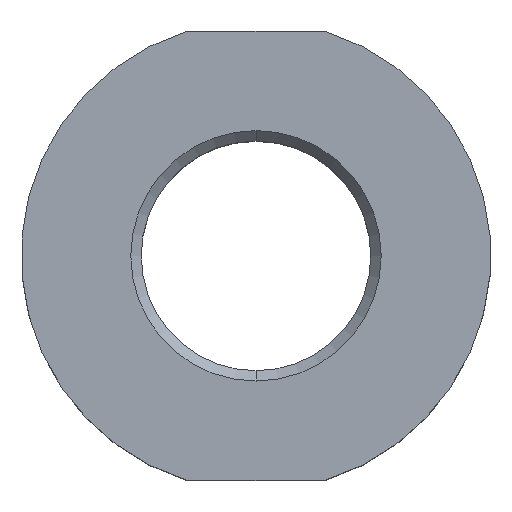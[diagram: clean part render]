
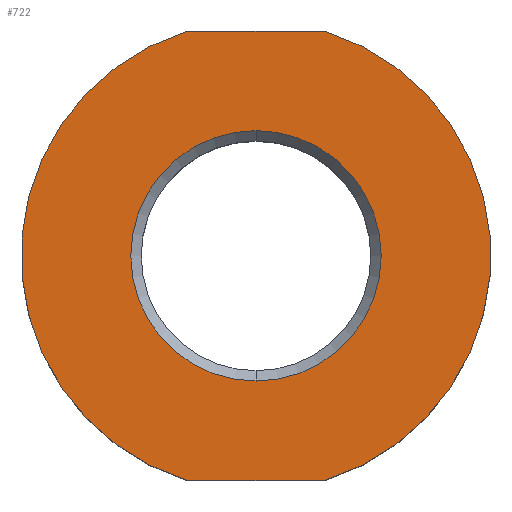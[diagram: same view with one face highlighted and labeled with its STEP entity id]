
A CAD part, top view. The second image highlights one B-rep face of the part: STEP entity #722.
In plain terms, the highlighted planar face has unit normal (0, 0, 1).
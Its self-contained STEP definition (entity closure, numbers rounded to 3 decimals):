
#26 = CARTESIAN_POINT ( 'NONE',  ( 6.633, -21.5, 0. ) ) ;
#61 = CARTESIAN_POINT ( 'NONE',  ( 6.633, 21.5, 0. ) ) ;
#93 = AXIS2_PLACEMENT_3D ( 'NONE', #745, #318, #438 ) ;
#129 = CARTESIAN_POINT ( 'NONE',  ( 0., -12., 0. ) ) ;
#132 = CARTESIAN_POINT ( 'NONE',  ( -22.5, 21.5, 0. ) ) ;
#143 = DIRECTION ( 'NONE',  ( 0., 0., -1. ) ) ;
#147 = ORIENTED_EDGE ( 'NONE', *, *, #690, .F. ) ;
#166 = ORIENTED_EDGE ( 'NONE', *, *, #665, .T. ) ;
#167 = ORIENTED_EDGE ( 'NONE', *, *, #796, .T. ) ;
#168 = ORIENTED_EDGE ( 'NONE', *, *, #431, .F. ) ;
#169 = DIRECTION ( 'NONE',  ( 0., 1., 0. ) ) ;
#178 = DIRECTION ( 'NONE',  ( 0., 0., -1. ) ) ;
#187 = EDGE_LOOP ( 'NONE', ( #166, #168, #147, #204 ) ) ;
#196 = LINE ( 'NONE', #560, #559 ) ;
#198 = AXIS2_PLACEMENT_3D ( 'NONE', #494, #178, #302 ) ;
#204 = ORIENTED_EDGE ( 'NONE', *, *, #605, .F. ) ;
#249 = EDGE_LOOP ( 'NONE', ( #518, #167 ) ) ;
#291 = DIRECTION ( 'NONE',  ( 0., 0., -1. ) ) ;
#302 = DIRECTION ( 'NONE',  ( 0., -1., 0. ) ) ;
#303 = CIRCLE ( 'NONE', #808, 22.5 ) ;
#308 = AXIS2_PLACEMENT_3D ( 'NONE', #764, #143, #627 ) ;
#318 = DIRECTION ( 'NONE',  ( 0., 0., -1. ) ) ;
#329 = VERTEX_POINT ( 'NONE', #26 ) ;
#375 = DIRECTION ( 'NONE',  ( 0., 0., 1. ) ) ;
#381 = DIRECTION ( 'NONE',  ( 1., 0., 0. ) ) ;
#383 = PLANE ( 'NONE',  #778 ) ;
#420 = CARTESIAN_POINT ( 'NONE',  ( -6.633, 21.5, 0. ) ) ;
#431 = EDGE_CURVE ( 'NONE', #754, #329, #303, .T. ) ;
#438 = DIRECTION ( 'NONE',  ( 0., 1., 0. ) ) ;
#477 = CARTESIAN_POINT ( 'NONE',  ( 0., 0., 0. ) ) ;
#491 = EDGE_CURVE ( 'NONE', #625, #562, #610, .T. ) ;
#494 = CARTESIAN_POINT ( 'NONE',  ( 0., 0., 0. ) ) ;
#500 = CARTESIAN_POINT ( 'NONE',  ( 0., 22.5, 0. ) ) ;
#502 = CIRCLE ( 'NONE', #93, 22.5 ) ;
#507 = VERTEX_POINT ( 'NONE', #420 ) ;
#518 = ORIENTED_EDGE ( 'NONE', *, *, #491, .T. ) ;
#559 = VECTOR ( 'NONE', #381, 1000. ) ;
#560 = CARTESIAN_POINT ( 'NONE',  ( -22.5, -21.5, 0. ) ) ;
#562 = VERTEX_POINT ( 'NONE', #739 ) ;
#577 = VECTOR ( 'NONE', #686, 1000. ) ;
#605 = EDGE_CURVE ( 'NONE', #679, #507, #502, .T. ) ;
#610 = CIRCLE ( 'NONE', #198, 12. ) ;
#621 = FACE_OUTER_BOUND ( 'NONE', #187, .T. ) ;
#625 = VERTEX_POINT ( 'NONE', #129 ) ;
#627 = DIRECTION ( 'NONE',  ( 0., -1., 0. ) ) ;
#665 = EDGE_CURVE ( 'NONE', #679, #329, #196, .T. ) ;
#679 = VERTEX_POINT ( 'NONE', #689 ) ;
#686 = DIRECTION ( 'NONE',  ( 1., 0., 0. ) ) ;
#689 = CARTESIAN_POINT ( 'NONE',  ( -6.633, -21.5, 0. ) ) ;
#690 = EDGE_CURVE ( 'NONE', #507, #754, #793, .T. ) ;
#722 = ADVANCED_FACE ( 'NONE', ( #769, #621 ), #383, .T. ) ;
#739 = CARTESIAN_POINT ( 'NONE',  ( 0., 12., 0. ) ) ;
#745 = CARTESIAN_POINT ( 'NONE',  ( 0., 0., 0. ) ) ;
#754 = VERTEX_POINT ( 'NONE', #61 ) ;
#764 = CARTESIAN_POINT ( 'NONE',  ( 0., 0., 0. ) ) ;
#769 = FACE_BOUND ( 'NONE', #249, .T. ) ;
#778 = AXIS2_PLACEMENT_3D ( 'NONE', #500, #375, #814 ) ;
#781 = CIRCLE ( 'NONE', #308, 12. ) ;
#793 = LINE ( 'NONE', #132, #577 ) ;
#796 = EDGE_CURVE ( 'NONE', #562, #625, #781, .T. ) ;
#808 = AXIS2_PLACEMENT_3D ( 'NONE', #477, #291, #169 ) ;
#814 = DIRECTION ( 'NONE',  ( 0., -1., 0. ) ) ;
